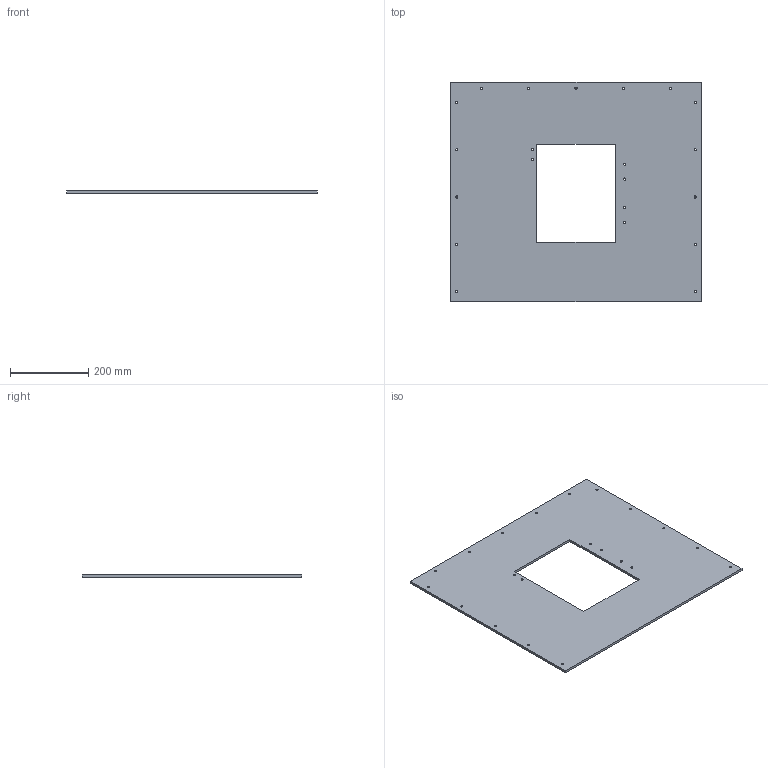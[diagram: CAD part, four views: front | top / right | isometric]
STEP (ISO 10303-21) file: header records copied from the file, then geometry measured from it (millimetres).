
FILE_DESCRIPTION (( 'STEP AP214' ), '1' );
FILE_NAME ('front_acrylic.STEP', '2022-09-29T12:38:44', ( '' ), ( '' ), 'SwSTEP 2.0', 'SolidWorks 2021', '' );
FILE_SCHEMA (( 'AUTOMOTIVE_DESIGN' ));
Length unit declared in the file: millimetre
Products named in the file (1): front_acrylic
Bounding box: 638.1 x 559.05 x 6.35 mm (x, y, z)
Volume: 1944463.9 mm3; surface area: 635689.4 mm2
Topology: 1 solids, 1 shells, 52 faces, 150 edges, 100 vertices
Faces by surface type: cylinder 42, plane 10
Entity records: 1880 total; most frequent: DIRECTION 340, CARTESIAN_POINT 303, ORIENTED_EDGE 300, EDGE_CURVE 150, AXIS2_PLACEMENT_3D 137, VERTEX_POINT 100, EDGE_LOOP 96, CIRCLE 84
